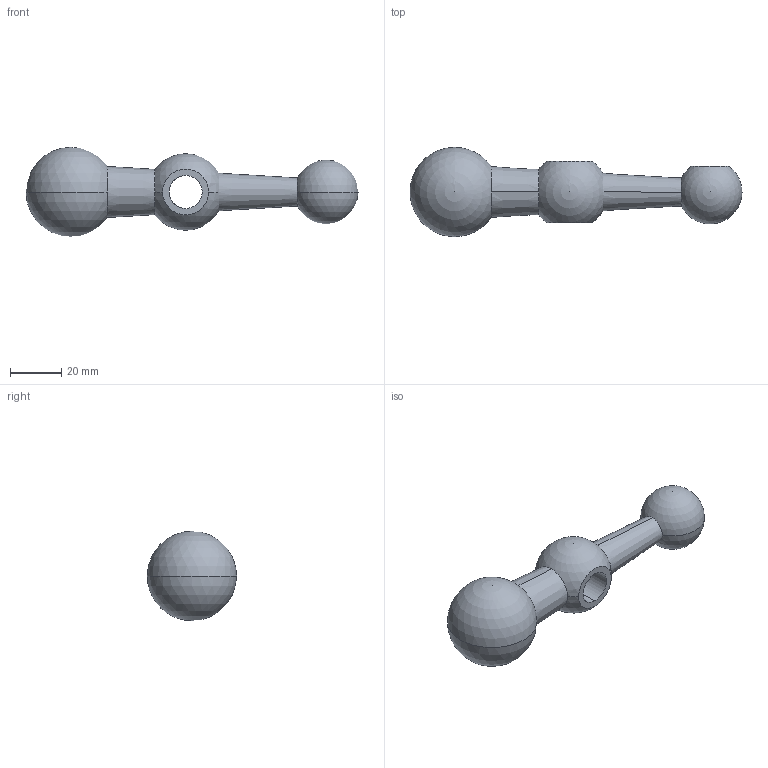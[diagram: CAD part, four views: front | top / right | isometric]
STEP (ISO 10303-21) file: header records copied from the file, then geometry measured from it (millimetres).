
FILE_DESCRIPTION (( 'STEP AP214' ), '1' );
FILE_NAME ('Handle bar.STEP', '2025-02-16T00:53:58', ( '' ), ( '' ), 'SwSTEP 2.0', 'SolidWorks 2024', '' );
FILE_SCHEMA (( 'AUTOMOTIVE_DESIGN' ));
Length unit declared in the file: millimetre
Products named in the file (1): Handle bar
Bounding box: 130 x 34.98 x 35 mm (x, y, z)
Volume: 47394.2 mm3; surface area: 11294.6 mm2
Topology: 1 solids, 1 shells, 22 faces, 76 edges, 51 vertices
Faces by surface type: cylinder 7, sphere 6, plane 5, cone 4
Entity records: 753 total; most frequent: DIRECTION 152, CARTESIAN_POINT 122, ORIENTED_EDGE 118, AXIS2_PLACEMENT_3D 70, EDGE_CURVE 59, CIRCLE 47, VERTEX_POINT 40, EDGE_LOOP 25
